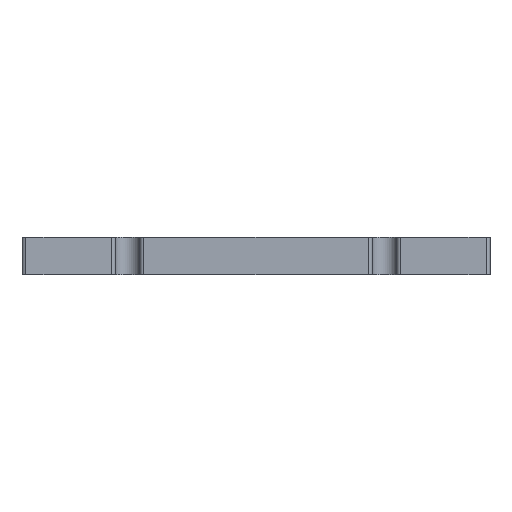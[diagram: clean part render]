
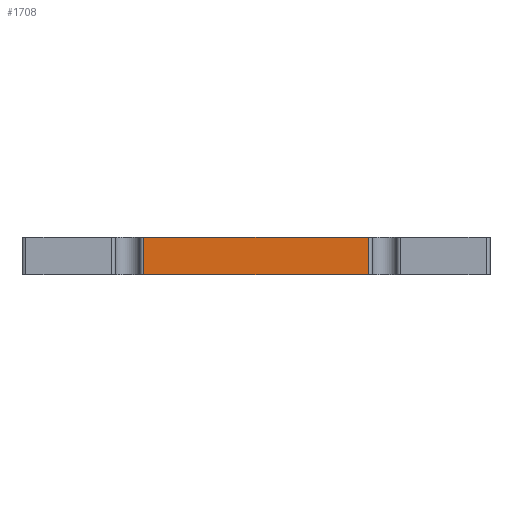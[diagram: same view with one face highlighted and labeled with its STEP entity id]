
A CAD part, left-side view. The second image highlights one B-rep face of the part: STEP entity #1708.
In plain terms, the highlighted planar face has unit normal (-1, 0, 0).
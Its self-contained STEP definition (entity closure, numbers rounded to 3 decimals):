
#34=PLANE('',#1924);
#80=FACE_OUTER_BOUND('',#180,.T.);
#180=EDGE_LOOP('',(#1337,#1338,#1339,#1340));
#292=LINE('',#2753,#444);
#318=LINE('',#2860,#470);
#334=LINE('',#2944,#486);
#335=LINE('',#2946,#487);
#444=VECTOR('',#2168,1000.);
#470=VECTOR('',#2266,1000.);
#486=VECTOR('',#2342,10.);
#487=VECTOR('',#2345,10.);
#758=VERTEX_POINT('',#2750);
#759=VERTEX_POINT('',#2752);
#803=VERTEX_POINT('',#2857);
#804=VERTEX_POINT('',#2859);
#940=EDGE_CURVE('',#759,#758,#292,.T.);
#995=EDGE_CURVE('',#803,#804,#318,.T.);
#1038=EDGE_CURVE('',#759,#803,#334,.T.);
#1039=EDGE_CURVE('',#804,#758,#335,.T.);
#1337=ORIENTED_EDGE('',*,*,#1038,.F.);
#1338=ORIENTED_EDGE('',*,*,#940,.T.);
#1339=ORIENTED_EDGE('',*,*,#1039,.F.);
#1340=ORIENTED_EDGE('',*,*,#995,.F.);
#1708=ADVANCED_FACE('',(#80),#34,.T.);
#1924=AXIS2_PLACEMENT_3D('',#2945,#2343,#2344);
#2168=DIRECTION('',(0.,1.,0.));
#2266=DIRECTION('',(0.,1.,0.));
#2342=DIRECTION('',(0.,0.,-1.));
#2343=DIRECTION('center_axis',(-1.,0.,0.));
#2344=DIRECTION('ref_axis',(0.,-1.,0.));
#2345=DIRECTION('',(0.,0.,1.));
#2750=CARTESIAN_POINT('',(-22.3,14.4,4.8));
#2752=CARTESIAN_POINT('',(-22.3,-14.4,4.8));
#2753=CARTESIAN_POINT('',(-22.3,0.,4.8));
#2857=CARTESIAN_POINT('',(-22.3,-14.4,0.));
#2859=CARTESIAN_POINT('',(-22.3,14.4,0.));
#2860=CARTESIAN_POINT('',(-22.3,0.,0.));
#2944=CARTESIAN_POINT('',(-22.3,-14.4,4.8));
#2945=CARTESIAN_POINT('Origin',(-22.3,0.,4.8));
#2946=CARTESIAN_POINT('',(-22.3,14.4,4.8));
